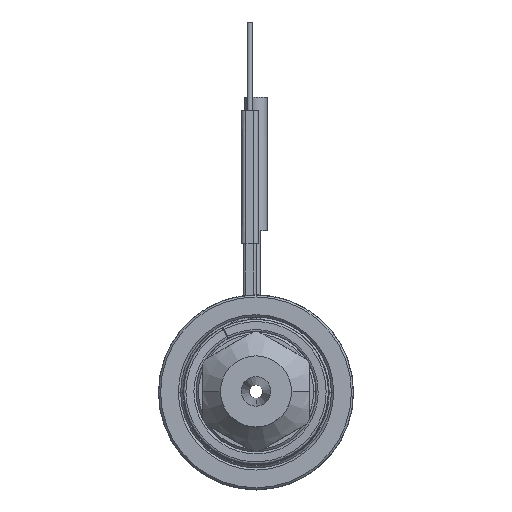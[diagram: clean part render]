
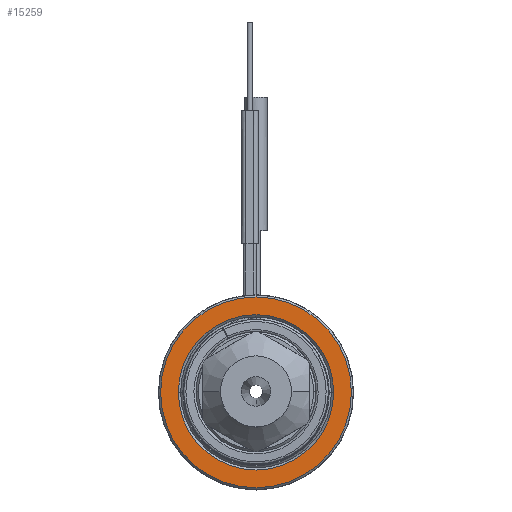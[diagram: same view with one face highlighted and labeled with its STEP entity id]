
A CAD part, top view. The second image highlights one B-rep face of the part: STEP entity #15259.
In plain terms, the highlighted planar face has unit normal (0, 0, 1).
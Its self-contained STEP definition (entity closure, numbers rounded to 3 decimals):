
#5822=CARTESIAN_POINT('',(0.,0.,40.));
#5823=DIRECTION('',(0.,0.,-1.));
#5824=DIRECTION('',(-1.,0.,0.));
#5825=AXIS2_PLACEMENT_3D('',#5822,#5823,#5824);
#5836=CARTESIAN_POINT('',(0.,0.,
40.));
#5837=DIRECTION('',(0.,0.,-1.));
#5838=DIRECTION('',(1.,0.,0.));
#5839=AXIS2_PLACEMENT_3D('',#5836,#5837,#5838);
#5850=CARTESIAN_POINT('',(0.,0.,
40.));
#5851=DIRECTION('',(0.,0.,-1.));
#5852=DIRECTION('',(1.,0.,0.));
#5853=AXIS2_PLACEMENT_3D('',#5850,#5851,#5852);
#5864=CARTESIAN_POINT('',(0.,0.,
40.));
#5865=DIRECTION('',(0.,0.,-1.));
#5866=DIRECTION('',(-1.,0.,0.));
#5867=AXIS2_PLACEMENT_3D('',#5864,#5865,#5866);
#6055=CARTESIAN_POINT('',(21.5,0.,40.));
#6056=CARTESIAN_POINT('',(-21.5,0.,40.));
#6057=VERTEX_POINT('',#6055);
#6058=VERTEX_POINT('',#6056);
#6059=CARTESIAN_POINT('',(17.5,0.,40.));
#6060=CARTESIAN_POINT('',(-17.5,0.,40.));
#6061=VERTEX_POINT('',#6059);
#6062=VERTEX_POINT('',#6060);
#15244=CARTESIAN_POINT('',(0.,0.,40.));
#15245=DIRECTION('',(0.,0.,1.));
#15246=DIRECTION('',(-1.,0.,0.));
#15247=AXIS2_PLACEMENT_3D('',#15244,#15245,#15246);
#15248=PLANE('',#15247);
#15249=ORIENTED_EDGE('',*,*,#15226,.T.);
#15250=ORIENTED_EDGE('',*,*,#15211,.T.);
#15251=EDGE_LOOP('',(#15249,#15250));
#15252=FACE_OUTER_BOUND('',#15251,.F.);
#15254=ORIENTED_EDGE('',*,*,#15253,.F.);
#15256=ORIENTED_EDGE('',*,*,#15255,.F.);
#15257=EDGE_LOOP('',(#15254,#15256));
#15258=FACE_BOUND('',#15257,.F.);
#5826=CIRCLE('',#5825,21.5);
#5840=CIRCLE('',#5839,21.5);
#5854=CIRCLE('',#5853,17.5);
#5868=CIRCLE('',#5867,17.5);
#15211=EDGE_CURVE('',#6058,#6057,#5826,.T.);
#15226=EDGE_CURVE('',#6057,#6058,#5840,.T.);
#15253=EDGE_CURVE('',#6061,#6062,#5854,.T.);
#15255=EDGE_CURVE('',#6062,#6061,#5868,.T.);
#15259=ADVANCED_FACE('',(#15252,#15258),#15248,.T.);
